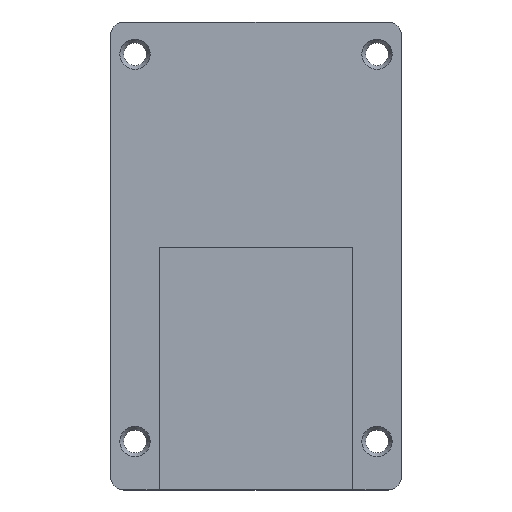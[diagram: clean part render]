
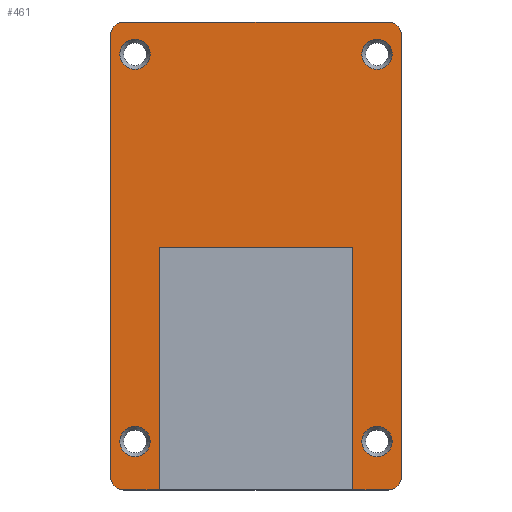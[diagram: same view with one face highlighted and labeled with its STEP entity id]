
A CAD part, top view. The second image highlights one B-rep face of the part: STEP entity #461.
In plain terms, the highlighted planar face has unit normal (0, 0, 1).
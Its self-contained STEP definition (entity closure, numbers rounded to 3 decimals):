
#19=FACE_BOUND('',#79,.T.);
#20=FACE_BOUND('',#80,.T.);
#21=FACE_BOUND('',#81,.T.);
#22=FACE_BOUND('',#82,.T.);
#31=PLANE('',#515);
#49=FACE_OUTER_BOUND('',#78,.T.);
#78=EDGE_LOOP('',(#363,#364,#365,#366,#367,#368,#369,#370,#371,#372,#373,
#374));
#79=EDGE_LOOP('',(#375));
#80=EDGE_LOOP('',(#376));
#81=EDGE_LOOP('',(#377));
#82=EDGE_LOOP('',(#378));
#99=LINE('',#688,#142);
#104=LINE('',#707,#147);
#116=LINE('',#749,#159);
#118=LINE('',#753,#161);
#119=LINE('',#755,#162);
#120=LINE('',#757,#163);
#121=LINE('',#761,#164);
#122=LINE('',#763,#165);
#142=VECTOR('',#549,10.);
#147=VECTOR('',#568,10.);
#159=VECTOR('',#608,10.);
#161=VECTOR('',#612,10.);
#162=VECTOR('',#613,10.);
#163=VECTOR('',#614,10.);
#164=VECTOR('',#617,10.);
#165=VECTOR('',#620,10.);
#183=CIRCLE('',#491,4.);
#185=CIRCLE('',#495,4.);
#187=CIRCLE('',#498,4.7);
#191=CIRCLE('',#505,4.7);
#198=CIRCLE('',#516,4.);
#199=CIRCLE('',#517,4.);
#200=CIRCLE('',#518,4.7);
#201=CIRCLE('',#519,4.7);
#205=VERTEX_POINT('',#678);
#206=VERTEX_POINT('',#679);
#209=VERTEX_POINT('',#687);
#211=VERTEX_POINT('',#693);
#213=VERTEX_POINT('',#699);
#215=VERTEX_POINT('',#705);
#216=VERTEX_POINT('',#706);
#223=VERTEX_POINT('',#724);
#232=VERTEX_POINT('',#748);
#233=VERTEX_POINT('',#752);
#234=VERTEX_POINT('',#754);
#235=VERTEX_POINT('',#756);
#236=VERTEX_POINT('',#758);
#237=VERTEX_POINT('',#760);
#238=VERTEX_POINT('',#764);
#239=VERTEX_POINT('',#766);
#247=EDGE_CURVE('',#205,#206,#183,.T.);
#251=EDGE_CURVE('',#205,#209,#99,.T.);
#254=EDGE_CURVE('',#211,#209,#185,.T.);
#257=EDGE_CURVE('',#213,#213,#187,.T.);
#260=EDGE_CURVE('',#215,#216,#104,.T.);
#269=EDGE_CURVE('',#223,#223,#191,.T.);
#281=EDGE_CURVE('',#211,#232,#116,.T.);
#283=EDGE_CURVE('',#216,#233,#118,.T.);
#284=EDGE_CURVE('',#234,#233,#119,.T.);
#285=EDGE_CURVE('',#234,#235,#120,.T.);
#286=EDGE_CURVE('',#236,#235,#198,.T.);
#287=EDGE_CURVE('',#236,#237,#121,.T.);
#288=EDGE_CURVE('',#232,#237,#199,.T.);
#289=EDGE_CURVE('',#215,#206,#122,.T.);
#290=EDGE_CURVE('',#238,#238,#200,.T.);
#291=EDGE_CURVE('',#239,#239,#201,.T.);
#363=ORIENTED_EDGE('',*,*,#283,.T.);
#364=ORIENTED_EDGE('',*,*,#284,.F.);
#365=ORIENTED_EDGE('',*,*,#285,.T.);
#366=ORIENTED_EDGE('',*,*,#286,.F.);
#367=ORIENTED_EDGE('',*,*,#287,.T.);
#368=ORIENTED_EDGE('',*,*,#288,.F.);
#369=ORIENTED_EDGE('',*,*,#281,.F.);
#370=ORIENTED_EDGE('',*,*,#254,.T.);
#371=ORIENTED_EDGE('',*,*,#251,.F.);
#372=ORIENTED_EDGE('',*,*,#247,.T.);
#373=ORIENTED_EDGE('',*,*,#289,.F.);
#374=ORIENTED_EDGE('',*,*,#260,.T.);
#375=ORIENTED_EDGE('',*,*,#257,.F.);
#376=ORIENTED_EDGE('',*,*,#269,.F.);
#377=ORIENTED_EDGE('',*,*,#290,.T.);
#378=ORIENTED_EDGE('',*,*,#291,.T.);
#461=ADVANCED_FACE('',(#49,#19,#20,#21,#22),#31,.F.);
#491=AXIS2_PLACEMENT_3D('',#680,#541,#542);
#495=AXIS2_PLACEMENT_3D('',#694,#554,#555);
#498=AXIS2_PLACEMENT_3D('',#700,#561,#562);
#505=AXIS2_PLACEMENT_3D('',#725,#583,#584);
#515=AXIS2_PLACEMENT_3D('',#751,#610,#611);
#516=AXIS2_PLACEMENT_3D('',#759,#615,#616);
#517=AXIS2_PLACEMENT_3D('',#762,#618,#619);
#518=AXIS2_PLACEMENT_3D('',#765,#621,#622);
#519=AXIS2_PLACEMENT_3D('',#767,#623,#624);
#541=DIRECTION('center_axis',(0.,0.,1.));
#542=DIRECTION('ref_axis',(-0.707,-0.707,0.));
#549=DIRECTION('',(0.,1.,0.));
#554=DIRECTION('center_axis',(0.,0.,1.));
#555=DIRECTION('ref_axis',(-0.707,0.707,0.));
#561=DIRECTION('center_axis',(0.,0.,1.));
#562=DIRECTION('ref_axis',(-1.,0.,0.));
#568=DIRECTION('',(0.,1.,0.));
#583=DIRECTION('center_axis',(0.,0.,1.));
#584=DIRECTION('ref_axis',(-1.,0.,0.));
#608=DIRECTION('',(1.,0.,0.));
#610=DIRECTION('center_axis',(0.,0.,-1.));
#611=DIRECTION('ref_axis',(1.,0.,0.));
#612=DIRECTION('',(1.,0.,0.));
#613=DIRECTION('',(0.,1.,0.));
#614=DIRECTION('',(1.,0.,0.));
#615=DIRECTION('center_axis',(0.,0.,-1.));
#616=DIRECTION('ref_axis',(0.707,-0.707,0.));
#617=DIRECTION('',(0.,1.,0.));
#618=DIRECTION('center_axis',(0.,0.,-1.));
#619=DIRECTION('ref_axis',(0.707,0.707,0.));
#620=DIRECTION('',(-1.,0.,0.));
#621=DIRECTION('center_axis',(0.,0.,-1.));
#622=DIRECTION('ref_axis',(1.,0.,0.));
#623=DIRECTION('center_axis',(0.,0.,-1.));
#624=DIRECTION('ref_axis',(1.,0.,0.));
#678=CARTESIAN_POINT('',(-5.,4.,3.));
#679=CARTESIAN_POINT('',(-1.,0.,3.));
#680=CARTESIAN_POINT('Origin',(-1.,4.,3.));
#687=CARTESIAN_POINT('',(-5.,141.,3.));
#688=CARTESIAN_POINT('',(-5.,0.,3.));
#693=CARTESIAN_POINT('',(-1.,145.,3.));
#694=CARTESIAN_POINT('Origin',(-1.,141.,3.));
#699=CARTESIAN_POINT('',(7.2,135.,3.));
#700=CARTESIAN_POINT('Origin',(2.5,135.,3.));
#705=CARTESIAN_POINT('',(10.,0.,3.));
#706=CARTESIAN_POINT('',(10.,2.,3.));
#707=CARTESIAN_POINT('',(10.,72.5,3.));
#724=CARTESIAN_POINT('',(7.2,15.,3.));
#725=CARTESIAN_POINT('Origin',(2.5,15.,3.));
#748=CARTESIAN_POINT('',(81.,145.,3.));
#749=CARTESIAN_POINT('',(10.,145.,3.));
#751=CARTESIAN_POINT('Origin',(0.,145.,3.));
#752=CARTESIAN_POINT('',(70.,2.,3.));
#753=CARTESIAN_POINT('',(62.5,2.,3.));
#754=CARTESIAN_POINT('',(70.,0.,3.));
#755=CARTESIAN_POINT('',(70.,72.5,3.));
#756=CARTESIAN_POINT('',(81.,0.,3.));
#757=CARTESIAN_POINT('',(70.,0.,3.));
#758=CARTESIAN_POINT('',(85.,4.,3.));
#759=CARTESIAN_POINT('Origin',(81.,4.,3.));
#760=CARTESIAN_POINT('',(85.,141.,3.));
#761=CARTESIAN_POINT('',(85.,0.,3.));
#762=CARTESIAN_POINT('Origin',(81.,141.,3.));
#763=CARTESIAN_POINT('',(10.,0.,3.));
#764=CARTESIAN_POINT('',(72.8,15.,3.));
#765=CARTESIAN_POINT('Origin',(77.5,15.,3.));
#766=CARTESIAN_POINT('',(72.8,135.,3.));
#767=CARTESIAN_POINT('Origin',(77.5,135.,3.));
